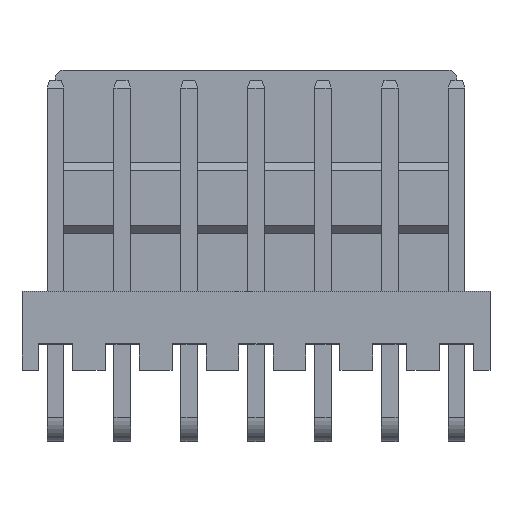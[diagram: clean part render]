
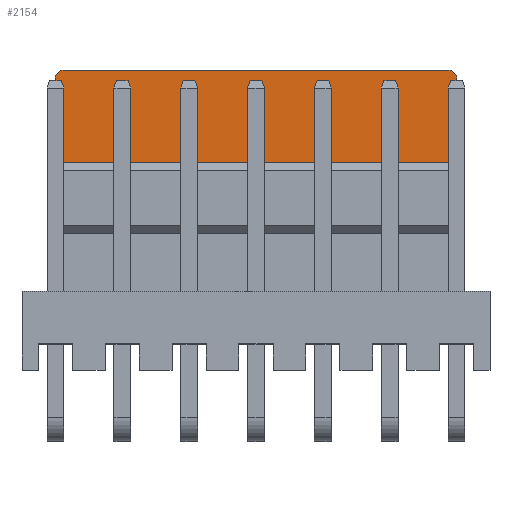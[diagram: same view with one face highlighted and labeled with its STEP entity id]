
A CAD part, top view. The second image highlights one B-rep face of the part: STEP entity #2154.
In plain terms, the highlighted planar face has unit normal (0, 0, 1).
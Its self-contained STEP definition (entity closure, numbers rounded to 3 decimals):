
#19 = CARTESIAN_POINT ( 'NONE',  ( 15.24, 10.28, 0.9 ) ) ;
#106 = FACE_OUTER_BOUND ( 'NONE', #2097, .T. ) ;
#108 = LINE ( 'NONE', #2520, #3092 ) ;
#296 = VECTOR ( 'NONE', #4576, 1000. ) ;
#365 = EDGE_CURVE ( 'NONE', #1100, #1155, #3313, .T. ) ;
#856 = VECTOR ( 'NONE', #3719, 1000. ) ;
#1021 = DIRECTION ( 'NONE',  ( 1., 0., 0. ) ) ;
#1028 = CARTESIAN_POINT ( 'NONE',  ( 0., 13.48, 0.9 ) ) ;
#1078 = CARTESIAN_POINT ( 'NONE',  ( 0., 10.28, 0.9 ) ) ;
#1100 = VERTEX_POINT ( 'NONE', #3356 ) ;
#1135 = LINE ( 'NONE', #5572, #296 ) ;
#1155 = VERTEX_POINT ( 'NONE', #1907 ) ;
#1278 = DIRECTION ( 'NONE',  ( 1., 0., 0. ) ) ;
#1302 = VERTEX_POINT ( 'NONE', #1028 ) ;
#1332 = AXIS2_PLACEMENT_3D ( 'NONE', #19, #5488, #2460 ) ;
#1735 = VERTEX_POINT ( 'NONE', #1078 ) ;
#1780 = ORIENTED_EDGE ( 'NONE', *, *, #365, .F. ) ;
#1896 = DIRECTION ( 'NONE',  ( -1., 0., 0. ) ) ;
#1907 = CARTESIAN_POINT ( 'NONE',  ( 15.24, 13.48, 0.9 ) ) ;
#1981 = AXIS2_PLACEMENT_3D ( 'NONE', #5690, #4222, #1278 ) ;
#2043 = LINE ( 'NONE', #2159, #4187 ) ;
#2097 = EDGE_LOOP ( 'NONE', ( #1780, #2973, #5459, #5772, #4523, #2141 ) ) ;
#2141 = ORIENTED_EDGE ( 'NONE', *, *, #2662, .T. ) ;
#2154 = ADVANCED_FACE ( 'NONE', ( #106 ), #2411, .T. ) ;
#2159 = CARTESIAN_POINT ( 'NONE',  ( 15.24, 13.78, 0.9 ) ) ;
#2411 = PLANE ( 'NONE',  #1332 ) ;
#2460 = DIRECTION ( 'NONE',  ( 0., -1., 0. ) ) ;
#2465 = CIRCLE ( 'NONE', #4688, 0.3 ) ;
#2520 = CARTESIAN_POINT ( 'NONE',  ( 15.24, 10.28, 0.9 ) ) ;
#2662 = EDGE_CURVE ( 'NONE', #3247, #1155, #6272, .T. ) ;
#2973 = ORIENTED_EDGE ( 'NONE', *, *, #3678, .F. ) ;
#3092 = VECTOR ( 'NONE', #1021, 1000. ) ;
#3247 = VERTEX_POINT ( 'NONE', #5185 ) ;
#3313 = CIRCLE ( 'NONE', #1981, 0.3 ) ;
#3314 = CARTESIAN_POINT ( 'NONE',  ( 0.3, 13.48, 0.9 ) ) ;
#3356 = CARTESIAN_POINT ( 'NONE',  ( 14.94, 13.78, 0.9 ) ) ;
#3678 = EDGE_CURVE ( 'NONE', #5601, #1100, #2043, .T. ) ;
#3719 = DIRECTION ( 'NONE',  ( 0., 1., 0. ) ) ;
#3850 = CARTESIAN_POINT ( 'NONE',  ( 0.3, 13.78, 0.9 ) ) ;
#4156 = EDGE_CURVE ( 'NONE', #1735, #3247, #108, .T. ) ;
#4187 = VECTOR ( 'NONE', #5065, 1000. ) ;
#4222 = DIRECTION ( 'NONE',  ( 0., 0., -1. ) ) ;
#4523 = ORIENTED_EDGE ( 'NONE', *, *, #4156, .T. ) ;
#4576 = DIRECTION ( 'NONE',  ( 0., 1., 0. ) ) ;
#4688 = AXIS2_PLACEMENT_3D ( 'NONE', #3314, #4884, #1896 ) ;
#4691 = CARTESIAN_POINT ( 'NONE',  ( 15.24, 0., 0.9 ) ) ;
#4884 = DIRECTION ( 'NONE',  ( 0., 0., -1. ) ) ;
#5065 = DIRECTION ( 'NONE',  ( 1., 0., 0. ) ) ;
#5111 = EDGE_CURVE ( 'NONE', #1302, #5601, #2465, .T. ) ;
#5185 = CARTESIAN_POINT ( 'NONE',  ( 15.24, 10.28, 0.9 ) ) ;
#5342 = EDGE_CURVE ( 'NONE', #1735, #1302, #1135, .T. ) ;
#5459 = ORIENTED_EDGE ( 'NONE', *, *, #5111, .F. ) ;
#5488 = DIRECTION ( 'NONE',  ( 0., 0., 1. ) ) ;
#5572 = CARTESIAN_POINT ( 'NONE',  ( 0., 0., 0.9 ) ) ;
#5601 = VERTEX_POINT ( 'NONE', #3850 ) ;
#5690 = CARTESIAN_POINT ( 'NONE',  ( 14.94, 13.48, 0.9 ) ) ;
#5772 = ORIENTED_EDGE ( 'NONE', *, *, #5342, .F. ) ;
#6272 = LINE ( 'NONE', #4691, #856 ) ;
